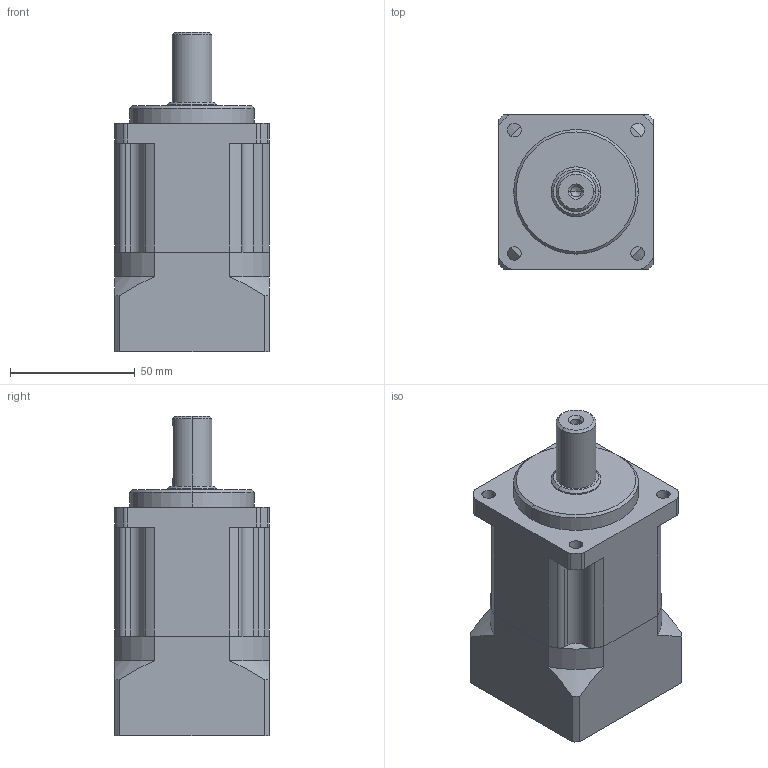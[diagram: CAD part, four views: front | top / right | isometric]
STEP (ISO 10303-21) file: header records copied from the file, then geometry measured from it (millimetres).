
FILE_DESCRIPTION((''),'2;1');
FILE_NAME('ASM0003_ASM','2022-06-06T11:00:26',('Administrator'),(''),'CREO PARAMETRIC BY PTC INC, 2019010','CREO PARAMETRIC BY PTC INC, 2019010','');
FILE_SCHEMA(('CONFIG_CONTROL_DESIGN'));
Length unit declared in the file: millimetre
Products named in the file (4): 2_100; __1_10001; AB60-S2-L1__1_2_ASM; ASM0003_ASM
Assembly tree (3 placements, depth 3):
  ASM0003_ASM
    AB60-S2-L1__1_2_ASM
      2_100
      __1_10001
Bounding box: 62 x 62 x 128.2 mm (x, y, z)
Volume: 312596.8 mm3; surface area: 46877.1 mm2
Topology: 2 solids, 2 shells, 202 faces, 513 edges, 329 vertices
Faces by surface type: cylinder 89, plane 77, cone 28, torus 8
Entity records: 6261 total; most frequent: CARTESIAN_POINT 1136, DIRECTION 1122, ORIENTED_EDGE 1006, EDGE_CURVE 503, AXIS2_PLACEMENT_3D 426, VERTEX_POINT 329, VECTOR 270, LINE 270
